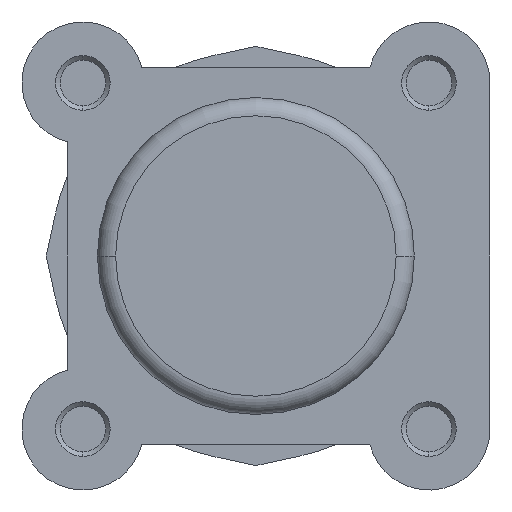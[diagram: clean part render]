
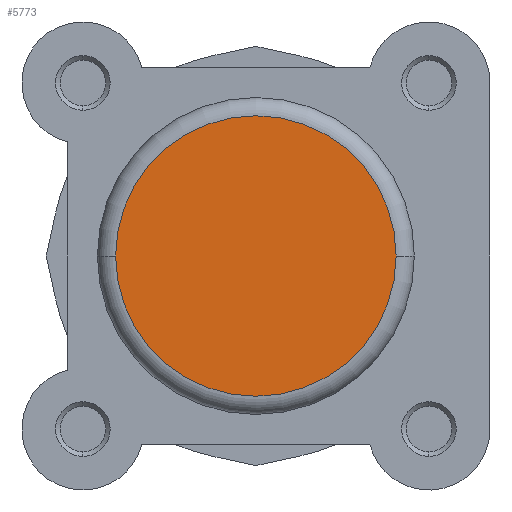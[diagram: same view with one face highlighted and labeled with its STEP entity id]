
A CAD part, left-side view. The second image highlights one B-rep face of the part: STEP entity #5773.
In plain terms, the highlighted planar face has unit normal (-1, 0, 0).
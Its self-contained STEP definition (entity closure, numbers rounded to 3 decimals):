
#1114 = EDGE_CURVE ( 'NONE', #1266, #1267, #3223, .T. ) ;
#1130 = EDGE_CURVE ( 'NONE', #1267, #1266, #3242, .T. ) ;
#1266 = VERTEX_POINT ( 'NONE', #4354 ) ;
#1267 = VERTEX_POINT ( 'NONE', #4355 ) ;
#2291 = ORIENTED_EDGE ( 'NONE', *, *, #1114, .T. ) ;
#2292 = ORIENTED_EDGE ( 'NONE', *, *, #1130, .T. ) ;
#2393 = EDGE_LOOP ( 'NONE', ( #2292, #2291 ) ) ;
#3223 = CIRCLE ( 'NONE', #3499, 15.4 ) ;
#3242 = CIRCLE ( 'NONE', #3511, 15.4 ) ;
#3499 = AXIS2_PLACEMENT_3D ( 'NONE', #4007, #4008, #4009 ) ;
#3511 = AXIS2_PLACEMENT_3D ( 'NONE', #4045, #4052, #4053 ) ;
#3634 = AXIS2_PLACEMENT_3D ( 'NONE', #4788, #4798, #4799 ) ;
#4007 = CARTESIAN_POINT ( 'NONE',  ( 0., 0., 0. ) ) ;
#4008 = DIRECTION ( 'NONE',  ( -1., 0., 0. ) ) ;
#4009 = DIRECTION ( 'NONE',  ( 0., 1., 0. ) ) ;
#4045 = CARTESIAN_POINT ( 'NONE',  ( 0., 0., 0. ) ) ;
#4052 = DIRECTION ( 'NONE',  ( -1., 0., 0. ) ) ;
#4053 = DIRECTION ( 'NONE',  ( 0., 1., 0. ) ) ;
#4354 = CARTESIAN_POINT ( 'NONE',  ( 0., -15.4, 0. ) ) ;
#4355 = CARTESIAN_POINT ( 'NONE',  ( 0., 15.4, 0. ) ) ;
#4785 = PLANE ( 'NONE',  #3634 ) ;
#4788 = CARTESIAN_POINT ( 'NONE',  ( 0., 0., 0. ) ) ;
#4798 = DIRECTION ( 'NONE',  ( 1., 0., 0. ) ) ;
#4799 = DIRECTION ( 'NONE',  ( 0., 1., 0. ) ) ;
#5222 = FACE_OUTER_BOUND ( 'NONE', #2393, .T. ) ;
#5773 = ADVANCED_FACE ( 'NONE', ( #5222 ), #4785, .F. ) ;
